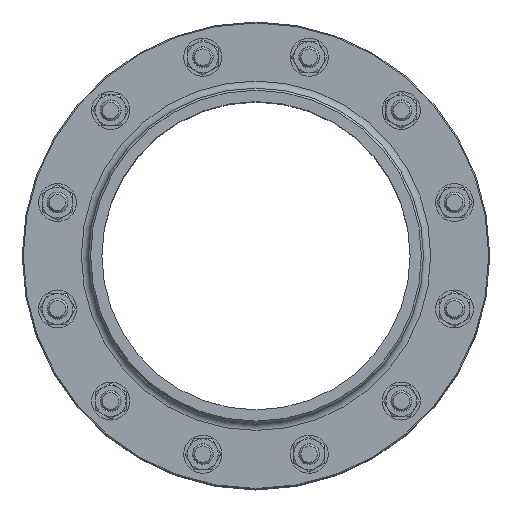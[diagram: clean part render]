
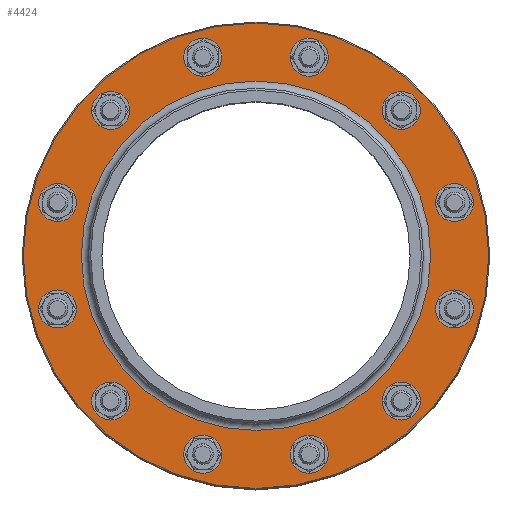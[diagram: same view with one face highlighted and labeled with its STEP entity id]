
A CAD part, top view. The second image highlights one B-rep face of the part: STEP entity #4424.
In plain terms, the highlighted face is planar.
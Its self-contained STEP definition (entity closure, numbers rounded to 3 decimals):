
#650=FACE_BOUND('',#1236,.T.);
#651=FACE_BOUND('',#1237,.T.);
#652=FACE_BOUND('',#1238,.T.);
#653=FACE_BOUND('',#1239,.T.);
#654=FACE_BOUND('',#1240,.T.);
#655=FACE_BOUND('',#1241,.T.);
#656=FACE_BOUND('',#1242,.T.);
#657=FACE_BOUND('',#1243,.T.);
#658=FACE_BOUND('',#1244,.T.);
#659=FACE_BOUND('',#1245,.T.);
#660=FACE_BOUND('',#1246,.T.);
#661=FACE_BOUND('',#1247,.T.);
#662=FACE_BOUND('',#1248,.T.);
#796=PLANE('',#4861);
#932=FACE_OUTER_BOUND('',#1235,.T.);
#1235=EDGE_LOOP('',(#3540));
#1236=EDGE_LOOP('',(#3541));
#1237=EDGE_LOOP('',(#3542));
#1238=EDGE_LOOP('',(#3543));
#1239=EDGE_LOOP('',(#3544));
#1240=EDGE_LOOP('',(#3545));
#1241=EDGE_LOOP('',(#3546));
#1242=EDGE_LOOP('',(#3547));
#1243=EDGE_LOOP('',(#3548));
#1244=EDGE_LOOP('',(#3549));
#1245=EDGE_LOOP('',(#3550));
#1246=EDGE_LOOP('',(#3551));
#1247=EDGE_LOOP('',(#3552));
#1248=EDGE_LOOP('',(#3553));
#1990=CIRCLE('',#4859,226.5);
#1992=CIRCLE('',#4862,170.);
#1993=CIRCLE('',#4863,10.5);
#1994=CIRCLE('',#4864,10.5);
#1995=CIRCLE('',#4865,10.5);
#1996=CIRCLE('',#4866,10.5);
#1997=CIRCLE('',#4867,10.5);
#1998=CIRCLE('',#4868,10.5);
#1999=CIRCLE('',#4869,10.5);
#2000=CIRCLE('',#4870,10.5);
#2001=CIRCLE('',#4871,10.5);
#2002=CIRCLE('',#4872,10.5);
#2003=CIRCLE('',#4873,10.5);
#2004=CIRCLE('',#4874,10.5);
#2336=VERTEX_POINT('',#7606);
#2337=VERTEX_POINT('',#7610);
#2338=VERTEX_POINT('',#7612);
#2339=VERTEX_POINT('',#7614);
#2340=VERTEX_POINT('',#7616);
#2341=VERTEX_POINT('',#7618);
#2342=VERTEX_POINT('',#7620);
#2343=VERTEX_POINT('',#7622);
#2344=VERTEX_POINT('',#7624);
#2345=VERTEX_POINT('',#7626);
#2346=VERTEX_POINT('',#7628);
#2347=VERTEX_POINT('',#7630);
#2348=VERTEX_POINT('',#7632);
#2349=VERTEX_POINT('',#7634);
#2770=EDGE_CURVE('',#2336,#2336,#1990,.T.);
#2772=EDGE_CURVE('',#2337,#2337,#1992,.T.);
#2773=EDGE_CURVE('',#2338,#2338,#1993,.T.);
#2774=EDGE_CURVE('',#2339,#2339,#1994,.T.);
#2775=EDGE_CURVE('',#2340,#2340,#1995,.T.);
#2776=EDGE_CURVE('',#2341,#2341,#1996,.T.);
#2777=EDGE_CURVE('',#2342,#2342,#1997,.T.);
#2778=EDGE_CURVE('',#2343,#2343,#1998,.T.);
#2779=EDGE_CURVE('',#2344,#2344,#1999,.T.);
#2780=EDGE_CURVE('',#2345,#2345,#2000,.T.);
#2781=EDGE_CURVE('',#2346,#2346,#2001,.T.);
#2782=EDGE_CURVE('',#2347,#2347,#2002,.T.);
#2783=EDGE_CURVE('',#2348,#2348,#2003,.T.);
#2784=EDGE_CURVE('',#2349,#2349,#2004,.T.);
#3540=ORIENTED_EDGE('',*,*,#2770,.F.);
#3541=ORIENTED_EDGE('',*,*,#2772,.F.);
#3542=ORIENTED_EDGE('',*,*,#2773,.T.);
#3543=ORIENTED_EDGE('',*,*,#2774,.T.);
#3544=ORIENTED_EDGE('',*,*,#2775,.T.);
#3545=ORIENTED_EDGE('',*,*,#2776,.T.);
#3546=ORIENTED_EDGE('',*,*,#2777,.T.);
#3547=ORIENTED_EDGE('',*,*,#2778,.T.);
#3548=ORIENTED_EDGE('',*,*,#2779,.T.);
#3549=ORIENTED_EDGE('',*,*,#2780,.T.);
#3550=ORIENTED_EDGE('',*,*,#2781,.T.);
#3551=ORIENTED_EDGE('',*,*,#2782,.T.);
#3552=ORIENTED_EDGE('',*,*,#2783,.T.);
#3553=ORIENTED_EDGE('',*,*,#2784,.T.);
#4424=ADVANCED_FACE('',(#932,#650,#651,#652,#653,#654,#655,#656,#657,#658,
#659,#660,#661,#662),#796,.F.);
#4859=AXIS2_PLACEMENT_3D('',#7607,#5765,#5766);
#4861=AXIS2_PLACEMENT_3D('',#7609,#5769,#5770);
#4862=AXIS2_PLACEMENT_3D('',#7611,#5771,#5772);
#4863=AXIS2_PLACEMENT_3D('',#7613,#5773,#5774);
#4864=AXIS2_PLACEMENT_3D('',#7615,#5775,#5776);
#4865=AXIS2_PLACEMENT_3D('',#7617,#5777,#5778);
#4866=AXIS2_PLACEMENT_3D('',#7619,#5779,#5780);
#4867=AXIS2_PLACEMENT_3D('',#7621,#5781,#5782);
#4868=AXIS2_PLACEMENT_3D('',#7623,#5783,#5784);
#4869=AXIS2_PLACEMENT_3D('',#7625,#5785,#5786);
#4870=AXIS2_PLACEMENT_3D('',#7627,#5787,#5788);
#4871=AXIS2_PLACEMENT_3D('',#7629,#5789,#5790);
#4872=AXIS2_PLACEMENT_3D('',#7631,#5791,#5792);
#4873=AXIS2_PLACEMENT_3D('',#7633,#5793,#5794);
#4874=AXIS2_PLACEMENT_3D('',#7635,#5795,#5796);
#5765=DIRECTION('center_axis',(0.,1.,0.));
#5766=DIRECTION('ref_axis',(1.,0.,0.));
#5769=DIRECTION('center_axis',(0.,1.,0.));
#5770=DIRECTION('ref_axis',(0.,0.,1.));
#5771=DIRECTION('center_axis',(0.,-1.,0.));
#5772=DIRECTION('ref_axis',(-1.,0.,0.));
#5773=DIRECTION('center_axis',(0.,1.,0.));
#5774=DIRECTION('ref_axis',(1.,0.,0.));
#5775=DIRECTION('center_axis',(0.,1.,0.));
#5776=DIRECTION('ref_axis',(1.,0.,0.));
#5777=DIRECTION('center_axis',(0.,1.,0.));
#5778=DIRECTION('ref_axis',(1.,0.,0.));
#5779=DIRECTION('center_axis',(0.,1.,0.));
#5780=DIRECTION('ref_axis',(1.,0.,0.));
#5781=DIRECTION('center_axis',(0.,1.,0.));
#5782=DIRECTION('ref_axis',(1.,0.,0.));
#5783=DIRECTION('center_axis',(0.,1.,0.));
#5784=DIRECTION('ref_axis',(1.,0.,0.));
#5785=DIRECTION('center_axis',(0.,1.,0.));
#5786=DIRECTION('ref_axis',(1.,0.,0.));
#5787=DIRECTION('center_axis',(0.,1.,0.));
#5788=DIRECTION('ref_axis',(1.,0.,0.));
#5789=DIRECTION('center_axis',(0.,1.,0.));
#5790=DIRECTION('ref_axis',(1.,0.,0.));
#5791=DIRECTION('center_axis',(0.,1.,0.));
#5792=DIRECTION('ref_axis',(1.,0.,0.));
#5793=DIRECTION('center_axis',(0.,1.,0.));
#5794=DIRECTION('ref_axis',(1.,0.,0.));
#5795=DIRECTION('center_axis',(0.,1.,0.));
#5796=DIRECTION('ref_axis',(1.,0.,0.));
#7606=CARTESIAN_POINT('',(0.,-140.,226.5));
#7607=CARTESIAN_POINT('Origin',(0.,-140.,0.));
#7609=CARTESIAN_POINT('Origin',(0.,-140.,0.));
#7610=CARTESIAN_POINT('',(0.,-140.,-170.));
#7611=CARTESIAN_POINT('Origin',(0.,-140.,0.));
#7612=CARTESIAN_POINT('',(-151.921,-140.,-141.421));
#7613=CARTESIAN_POINT('Origin',(-141.421,-140.,-141.421));
#7614=CARTESIAN_POINT('',(-203.685,-140.,-51.764));
#7615=CARTESIAN_POINT('Origin',(-193.185,-140.,-51.764));
#7616=CARTESIAN_POINT('',(-203.685,-140.,51.764));
#7617=CARTESIAN_POINT('Origin',(-193.185,-140.,51.764));
#7618=CARTESIAN_POINT('',(-151.921,-140.,141.421));
#7619=CARTESIAN_POINT('Origin',(-141.421,-140.,141.421));
#7620=CARTESIAN_POINT('',(-62.264,-140.,193.185));
#7621=CARTESIAN_POINT('Origin',(-51.764,-140.,193.185));
#7622=CARTESIAN_POINT('',(41.264,-140.,193.185));
#7623=CARTESIAN_POINT('Origin',(51.764,-140.,193.185));
#7624=CARTESIAN_POINT('',(130.921,-140.,141.421));
#7625=CARTESIAN_POINT('Origin',(141.421,-140.,141.421));
#7626=CARTESIAN_POINT('',(182.685,-140.,51.764));
#7627=CARTESIAN_POINT('Origin',(193.185,-140.,51.764));
#7628=CARTESIAN_POINT('',(182.685,-140.,-51.764));
#7629=CARTESIAN_POINT('Origin',(193.185,-140.,-51.764));
#7630=CARTESIAN_POINT('',(130.921,-140.,-141.421));
#7631=CARTESIAN_POINT('Origin',(141.421,-140.,-141.421));
#7632=CARTESIAN_POINT('',(41.264,-140.,-193.185));
#7633=CARTESIAN_POINT('Origin',(51.764,-140.,-193.185));
#7634=CARTESIAN_POINT('',(-62.264,-140.,-193.185));
#7635=CARTESIAN_POINT('Origin',(-51.764,-140.,-193.185));
